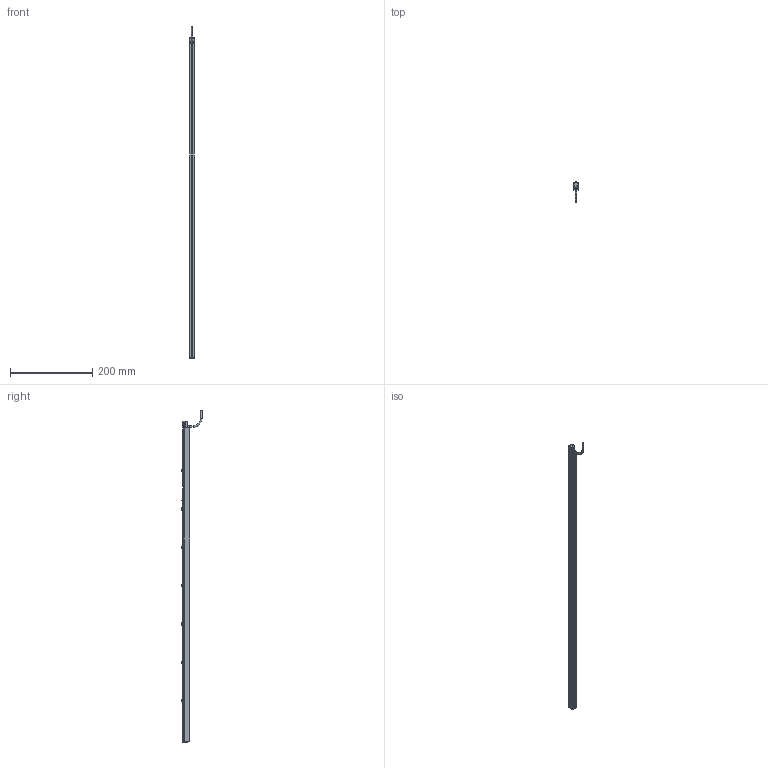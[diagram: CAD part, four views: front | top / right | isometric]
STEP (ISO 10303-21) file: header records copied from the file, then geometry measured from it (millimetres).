
FILE_DESCRIPTION((''),'2;1');
FILE_NAME('222133_SM01','2021-02-26T09:08:15',('jkuehl'),('BANNER ENGINEERING CORP.'),'CREO PARAMETRIC BY PTC INC, 2019292','CREO PARAMETRIC BY PTC INC, 2019292','');
FILE_SCHEMA(('CONFIG_CONTROL_DESIGN','SHAPE_APPEARANCE_LAYERS_GROUPS'));
Products named in the file (1): 222133_SM01
Bounding box: 12 x 49.1 x 806.15 mm (x, y, z)
Volume: 100107.7 mm3; surface area: 107256.7 mm2
Topology: 2 solids, 2 shells, 1371 faces, 3571 edges, 2170 vertices
Faces by surface type: bspline 560, plane 308, cylinder 292, cone 111, sphere 34, revolution 28, torus 22, extrusion 16
Entity records: 107893 total; most frequent: CARTESIAN_POINT 70468, ORIENTED_EDGE 7082, DIRECTION 3836, EDGE_CURVE 3541, VERTEX_POINT 2170, B_SPLINE_CURVE_WITH_KNOTS 1965, EDGE_LOOP 1411, AXIS2_PLACEMENT_3D 1405
